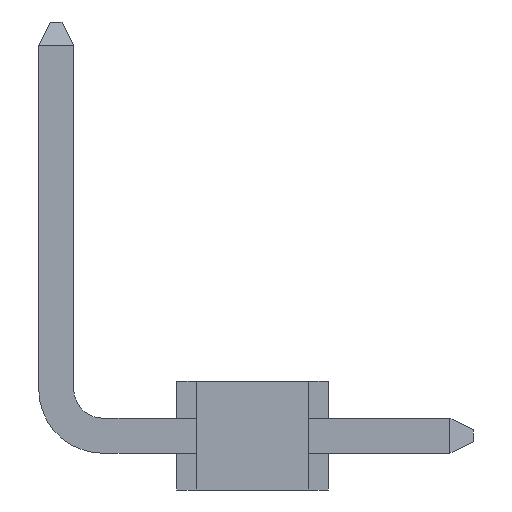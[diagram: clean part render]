
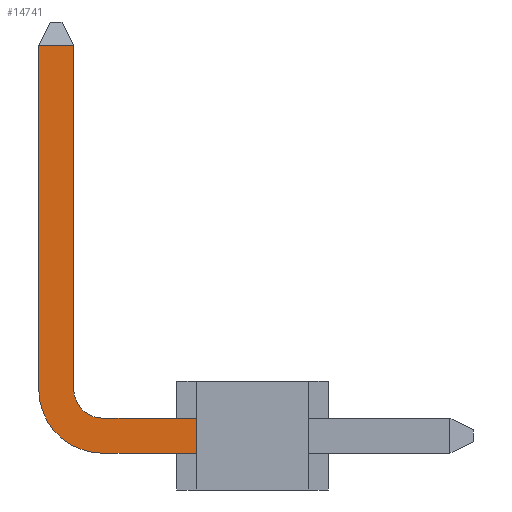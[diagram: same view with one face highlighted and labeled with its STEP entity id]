
A CAD part, left-side view. The second image highlights one B-rep face of the part: STEP entity #14741.
In plain terms, the highlighted planar face has unit normal (-1, 0, 0).
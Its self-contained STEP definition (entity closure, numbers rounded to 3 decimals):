
#44 = PLANE('',#45);
#45 = AXIS2_PLACEMENT_3D('',#46,#47,#48);
#46 = CARTESIAN_POINT('',(-10.033,1.219,1.181));
#47 = DIRECTION('',(0.,-1.,0.));
#48 = DIRECTION('',(1.,0.,0.));
#216 = EDGE_CURVE('',#217,#219,#221,.T.);
#217 = VERTEX_POINT('',#218);
#218 = CARTESIAN_POINT('',(-9.271,1.219,0.381));
#219 = VERTEX_POINT('',#220);
#220 = CARTESIAN_POINT('',(-9.271,1.219,-0.381));
#221 = SURFACE_CURVE('',#222,(#226,#233),.PCURVE_S1.);
#222 = LINE('',#223,#224);
#223 = CARTESIAN_POINT('',(-9.271,1.219,0.381));
#224 = VECTOR('',#225,1.);
#225 = DIRECTION('',(0.,0.,-1.));
#226 = PCURVE('',#44,#227);
#227 = DEFINITIONAL_REPRESENTATION('',(#228),#232);
#228 = LINE('',#229,#230);
#229 = CARTESIAN_POINT('',(0.762,-0.8));
#230 = VECTOR('',#231,1.);
#231 = DIRECTION('',(0.,-1.));
#232 = ( GEOMETRIC_REPRESENTATION_CONTEXT(2) 
PARAMETRIC_REPRESENTATION_CONTEXT() REPRESENTATION_CONTEXT('2D SPACE',''
  ) );
#233 = PCURVE('',#234,#239);
#234 = PLANE('',#235);
#235 = AXIS2_PLACEMENT_3D('',#236,#237,#238);
#236 = CARTESIAN_POINT('',(-9.271,0.,0.));
#237 = DIRECTION('',(1.,0.,0.));
#238 = DIRECTION('',(0.,0.,-1.));
#239 = DEFINITIONAL_REPRESENTATION('',(#240),#244);
#240 = LINE('',#241,#242);
#241 = CARTESIAN_POINT('',(-0.381,1.219));
#242 = VECTOR('',#243,1.);
#243 = DIRECTION('',(1.,0.));
#244 = ( GEOMETRIC_REPRESENTATION_CONTEXT(2) 
PARAMETRIC_REPRESENTATION_CONTEXT() REPRESENTATION_CONTEXT('2D SPACE',''
  ) );
#262 = PLANE('',#263);
#263 = AXIS2_PLACEMENT_3D('',#264,#265,#266);
#264 = CARTESIAN_POINT('',(-9.271,3.251,0.381));
#265 = DIRECTION('',(0.,0.,1.));
#266 = DIRECTION('',(0.,-1.,0.));
#316 = PLANE('',#317);
#317 = AXIS2_PLACEMENT_3D('',#318,#319,#320);
#318 = CARTESIAN_POINT('',(-9.271,-4.801,-0.381));
#319 = DIRECTION('',(0.,0.,-1.));
#320 = DIRECTION('',(0.,1.,0.));
#14741 = ADVANCED_FACE('',(#14742),#234,.F.);
#14742 = FACE_BOUND('',#14743,.F.);
#14743 = EDGE_LOOP('',(#14744,#14774,#14802,#14835,#14856,#14857,#14880,
    #14909));
#14744 = ORIENTED_EDGE('',*,*,#14745,.F.);
#14745 = EDGE_CURVE('',#14746,#14748,#14750,.T.);
#14746 = VERTEX_POINT('',#14747);
#14747 = CARTESIAN_POINT('',(-9.271,3.886,8.484));
#14748 = VERTEX_POINT('',#14749);
#14749 = CARTESIAN_POINT('',(-9.271,4.648,8.484));
#14750 = SURFACE_CURVE('',#14751,(#14755,#14762),.PCURVE_S1.);
#14751 = LINE('',#14752,#14753);
#14752 = CARTESIAN_POINT('',(-9.271,3.886,8.484));
#14753 = VECTOR('',#14754,1.);
#14754 = DIRECTION('',(0.,1.,0.));
#14755 = PCURVE('',#234,#14756);
#14756 = DEFINITIONAL_REPRESENTATION('',(#14757),#14761);
#14757 = LINE('',#14758,#14759);
#14758 = CARTESIAN_POINT('',(-8.484,3.886));
#14759 = VECTOR('',#14760,1.);
#14760 = DIRECTION('',(0.,1.));
#14761 = ( GEOMETRIC_REPRESENTATION_CONTEXT(2) 
PARAMETRIC_REPRESENTATION_CONTEXT() REPRESENTATION_CONTEXT('2D SPACE',''
  ) );
#14762 = PCURVE('',#14763,#14768);
#14763 = PLANE('',#14764);
#14764 = AXIS2_PLACEMENT_3D('',#14765,#14766,#14767);
#14765 = CARTESIAN_POINT('',(-9.144,4.267,8.738));
#14766 = DIRECTION('',(-0.894,0.,0.447));
#14767 = DIRECTION('',(0.447,0.,0.894));
#14768 = DEFINITIONAL_REPRESENTATION('',(#14769),#14773);
#14769 = LINE('',#14770,#14771);
#14770 = CARTESIAN_POINT('',(-0.284,-0.381));
#14771 = VECTOR('',#14772,1.);
#14772 = DIRECTION('',(0.,1.));
#14773 = ( GEOMETRIC_REPRESENTATION_CONTEXT(2) 
PARAMETRIC_REPRESENTATION_CONTEXT() REPRESENTATION_CONTEXT('2D SPACE',''
  ) );
#14774 = ORIENTED_EDGE('',*,*,#14775,.T.);
#14775 = EDGE_CURVE('',#14746,#14776,#14778,.T.);
#14776 = VERTEX_POINT('',#14777);
#14777 = CARTESIAN_POINT('',(-9.271,3.886,1.016));
#14778 = SURFACE_CURVE('',#14779,(#14783,#14790),.PCURVE_S1.);
#14779 = LINE('',#14780,#14781);
#14780 = CARTESIAN_POINT('',(-9.271,3.886,8.484));
#14781 = VECTOR('',#14782,1.);
#14782 = DIRECTION('',(0.,0.,-1.));
#14783 = PCURVE('',#234,#14784);
#14784 = DEFINITIONAL_REPRESENTATION('',(#14785),#14789);
#14785 = LINE('',#14786,#14787);
#14786 = CARTESIAN_POINT('',(-8.484,3.886));
#14787 = VECTOR('',#14788,1.);
#14788 = DIRECTION('',(1.,0.));
#14789 = ( GEOMETRIC_REPRESENTATION_CONTEXT(2) 
PARAMETRIC_REPRESENTATION_CONTEXT() REPRESENTATION_CONTEXT('2D SPACE',''
  ) );
#14790 = PCURVE('',#14791,#14796);
#14791 = PLANE('',#14792);
#14792 = AXIS2_PLACEMENT_3D('',#14793,#14794,#14795);
#14793 = CARTESIAN_POINT('',(-9.271,3.886,8.992));
#14794 = DIRECTION('',(0.,-1.,0.));
#14795 = DIRECTION('',(0.,0.,-1.));
#14796 = DEFINITIONAL_REPRESENTATION('',(#14797),#14801);
#14797 = LINE('',#14798,#14799);
#14798 = CARTESIAN_POINT('',(0.508,0.));
#14799 = VECTOR('',#14800,1.);
#14800 = DIRECTION('',(1.,0.));
#14801 = ( GEOMETRIC_REPRESENTATION_CONTEXT(2) 
PARAMETRIC_REPRESENTATION_CONTEXT() REPRESENTATION_CONTEXT('2D SPACE',''
  ) );
#14802 = ORIENTED_EDGE('',*,*,#14803,.T.);
#14803 = EDGE_CURVE('',#14776,#14804,#14806,.T.);
#14804 = VERTEX_POINT('',#14805);
#14805 = CARTESIAN_POINT('',(-9.271,3.251,0.381));
#14806 = SURFACE_CURVE('',#14807,(#14812,#14823),.PCURVE_S1.);
#14807 = CIRCLE('',#14808,0.635);
#14808 = AXIS2_PLACEMENT_3D('',#14809,#14810,#14811);
#14809 = CARTESIAN_POINT('',(-9.271,3.251,1.016));
#14810 = DIRECTION('',(-1.,0.,0.));
#14811 = DIRECTION('',(0.,1.,0.));
#14812 = PCURVE('',#234,#14813);
#14813 = DEFINITIONAL_REPRESENTATION('',(#14814),#14822);
#14814 = ( BOUNDED_CURVE() B_SPLINE_CURVE(2,(#14815,#14816,#14817,#14818
    ,#14819,#14820,#14821),.UNSPECIFIED.,.T.,.F.) 
B_SPLINE_CURVE_WITH_KNOTS((1,2,2,2,2,1),(-2.094,0.,
    2.094,4.189,6.283,8.378),
.UNSPECIFIED.) CURVE() GEOMETRIC_REPRESENTATION_ITEM() 
RATIONAL_B_SPLINE_CURVE((1.,0.5,1.,0.5,1.,0.5,1.)) REPRESENTATION_ITEM(
  '') );
#14815 = CARTESIAN_POINT('',(-1.016,3.886));
#14816 = CARTESIAN_POINT('',(0.084,3.886));
#14817 = CARTESIAN_POINT('',(-0.466,2.934));
#14818 = CARTESIAN_POINT('',(-1.016,1.981));
#14819 = CARTESIAN_POINT('',(-1.566,2.934));
#14820 = CARTESIAN_POINT('',(-2.116,3.886));
#14821 = CARTESIAN_POINT('',(-1.016,3.886));
#14822 = ( GEOMETRIC_REPRESENTATION_CONTEXT(2) 
PARAMETRIC_REPRESENTATION_CONTEXT() REPRESENTATION_CONTEXT('2D SPACE',''
  ) );
#14823 = PCURVE('',#14824,#14829);
#14824 = CYLINDRICAL_SURFACE('',#14825,0.635);
#14825 = AXIS2_PLACEMENT_3D('',#14826,#14827,#14828);
#14826 = CARTESIAN_POINT('',(-9.271,3.251,1.016));
#14827 = DIRECTION('',(1.,0.,0.));
#14828 = DIRECTION('',(0.,0.,-1.));
#14829 = DEFINITIONAL_REPRESENTATION('',(#14830),#14834);
#14830 = LINE('',#14831,#14832);
#14831 = CARTESIAN_POINT('',(1.571,0.));
#14832 = VECTOR('',#14833,1.);
#14833 = DIRECTION('',(-1.,0.));
#14834 = ( GEOMETRIC_REPRESENTATION_CONTEXT(2) 
PARAMETRIC_REPRESENTATION_CONTEXT() REPRESENTATION_CONTEXT('2D SPACE',''
  ) );
#14835 = ORIENTED_EDGE('',*,*,#14836,.T.);
#14836 = EDGE_CURVE('',#14804,#217,#14837,.T.);
#14837 = SURFACE_CURVE('',#14838,(#14842,#14849),.PCURVE_S1.);
#14838 = LINE('',#14839,#14840);
#14839 = CARTESIAN_POINT('',(-9.271,3.251,0.381));
#14840 = VECTOR('',#14841,1.);
#14841 = DIRECTION('',(0.,-1.,0.));
#14842 = PCURVE('',#234,#14843);
#14843 = DEFINITIONAL_REPRESENTATION('',(#14844),#14848);
#14844 = LINE('',#14845,#14846);
#14845 = CARTESIAN_POINT('',(-0.381,3.251));
#14846 = VECTOR('',#14847,1.);
#14847 = DIRECTION('',(0.,-1.));
#14848 = ( GEOMETRIC_REPRESENTATION_CONTEXT(2) 
PARAMETRIC_REPRESENTATION_CONTEXT() REPRESENTATION_CONTEXT('2D SPACE',''
  ) );
#14849 = PCURVE('',#262,#14850);
#14850 = DEFINITIONAL_REPRESENTATION('',(#14851),#14855);
#14851 = LINE('',#14852,#14853);
#14852 = CARTESIAN_POINT('',(0.,0.));
#14853 = VECTOR('',#14854,1.);
#14854 = DIRECTION('',(1.,0.));
#14855 = ( GEOMETRIC_REPRESENTATION_CONTEXT(2) 
PARAMETRIC_REPRESENTATION_CONTEXT() REPRESENTATION_CONTEXT('2D SPACE',''
  ) );
#14856 = ORIENTED_EDGE('',*,*,#216,.T.);
#14857 = ORIENTED_EDGE('',*,*,#14858,.T.);
#14858 = EDGE_CURVE('',#219,#14859,#14861,.T.);
#14859 = VERTEX_POINT('',#14860);
#14860 = CARTESIAN_POINT('',(-9.271,3.251,-0.381));
#14861 = SURFACE_CURVE('',#14862,(#14866,#14873),.PCURVE_S1.);
#14862 = LINE('',#14863,#14864);
#14863 = CARTESIAN_POINT('',(-9.271,1.219,-0.381));
#14864 = VECTOR('',#14865,1.);
#14865 = DIRECTION('',(0.,1.,0.));
#14866 = PCURVE('',#234,#14867);
#14867 = DEFINITIONAL_REPRESENTATION('',(#14868),#14872);
#14868 = LINE('',#14869,#14870);
#14869 = CARTESIAN_POINT('',(0.381,1.219));
#14870 = VECTOR('',#14871,1.);
#14871 = DIRECTION('',(0.,1.));
#14872 = ( GEOMETRIC_REPRESENTATION_CONTEXT(2) 
PARAMETRIC_REPRESENTATION_CONTEXT() REPRESENTATION_CONTEXT('2D SPACE',''
  ) );
#14873 = PCURVE('',#316,#14874);
#14874 = DEFINITIONAL_REPRESENTATION('',(#14875),#14879);
#14875 = LINE('',#14876,#14877);
#14876 = CARTESIAN_POINT('',(6.02,0.));
#14877 = VECTOR('',#14878,1.);
#14878 = DIRECTION('',(1.,0.));
#14879 = ( GEOMETRIC_REPRESENTATION_CONTEXT(2) 
PARAMETRIC_REPRESENTATION_CONTEXT() REPRESENTATION_CONTEXT('2D SPACE',''
  ) );
#14880 = ORIENTED_EDGE('',*,*,#14881,.T.);
#14881 = EDGE_CURVE('',#14859,#14882,#14884,.T.);
#14882 = VERTEX_POINT('',#14883);
#14883 = CARTESIAN_POINT('',(-9.271,4.648,1.016));
#14884 = SURFACE_CURVE('',#14885,(#14890,#14897),.PCURVE_S1.);
#14885 = CIRCLE('',#14886,1.397);
#14886 = AXIS2_PLACEMENT_3D('',#14887,#14888,#14889);
#14887 = CARTESIAN_POINT('',(-9.271,3.251,1.016));
#14888 = DIRECTION('',(1.,0.,0.));
#14889 = DIRECTION('',(0.,0.,-1.));
#14890 = PCURVE('',#234,#14891);
#14891 = DEFINITIONAL_REPRESENTATION('',(#14892),#14896);
#14892 = CIRCLE('',#14893,1.397);
#14893 = AXIS2_PLACEMENT_2D('',#14894,#14895);
#14894 = CARTESIAN_POINT('',(-1.016,3.251));
#14895 = DIRECTION('',(1.,0.));
#14896 = ( GEOMETRIC_REPRESENTATION_CONTEXT(2) 
PARAMETRIC_REPRESENTATION_CONTEXT() REPRESENTATION_CONTEXT('2D SPACE',''
  ) );
#14897 = PCURVE('',#14898,#14903);
#14898 = CYLINDRICAL_SURFACE('',#14899,1.397);
#14899 = AXIS2_PLACEMENT_3D('',#14900,#14901,#14902);
#14900 = CARTESIAN_POINT('',(-9.271,3.251,1.016));
#14901 = DIRECTION('',(1.,0.,0.));
#14902 = DIRECTION('',(0.,0.,-1.));
#14903 = DEFINITIONAL_REPRESENTATION('',(#14904),#14908);
#14904 = LINE('',#14905,#14906);
#14905 = CARTESIAN_POINT('',(0.,0.));
#14906 = VECTOR('',#14907,1.);
#14907 = DIRECTION('',(1.,0.));
#14908 = ( GEOMETRIC_REPRESENTATION_CONTEXT(2) 
PARAMETRIC_REPRESENTATION_CONTEXT() REPRESENTATION_CONTEXT('2D SPACE',''
  ) );
#14909 = ORIENTED_EDGE('',*,*,#14910,.T.);
#14910 = EDGE_CURVE('',#14882,#14748,#14911,.T.);
#14911 = SURFACE_CURVE('',#14912,(#14916,#14923),.PCURVE_S1.);
#14912 = LINE('',#14913,#14914);
#14913 = CARTESIAN_POINT('',(-9.271,4.648,1.016));
#14914 = VECTOR('',#14915,1.);
#14915 = DIRECTION('',(0.,0.,1.));
#14916 = PCURVE('',#234,#14917);
#14917 = DEFINITIONAL_REPRESENTATION('',(#14918),#14922);
#14918 = LINE('',#14919,#14920);
#14919 = CARTESIAN_POINT('',(-1.016,4.648));
#14920 = VECTOR('',#14921,1.);
#14921 = DIRECTION('',(-1.,0.));
#14922 = ( GEOMETRIC_REPRESENTATION_CONTEXT(2) 
PARAMETRIC_REPRESENTATION_CONTEXT() REPRESENTATION_CONTEXT('2D SPACE',''
  ) );
#14923 = PCURVE('',#14924,#14929);
#14924 = PLANE('',#14925);
#14925 = AXIS2_PLACEMENT_3D('',#14926,#14927,#14928);
#14926 = CARTESIAN_POINT('',(-9.271,4.648,1.016));
#14927 = DIRECTION('',(0.,1.,0.));
#14928 = DIRECTION('',(0.,-0.,1.));
#14929 = DEFINITIONAL_REPRESENTATION('',(#14930),#14934);
#14930 = LINE('',#14931,#14932);
#14931 = CARTESIAN_POINT('',(0.,0.));
#14932 = VECTOR('',#14933,1.);
#14933 = DIRECTION('',(1.,0.));
#14934 = ( GEOMETRIC_REPRESENTATION_CONTEXT(2) 
PARAMETRIC_REPRESENTATION_CONTEXT() REPRESENTATION_CONTEXT('2D SPACE',''
  ) );
